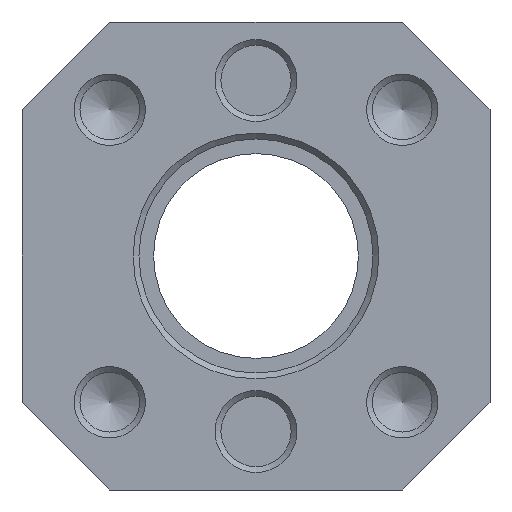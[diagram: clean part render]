
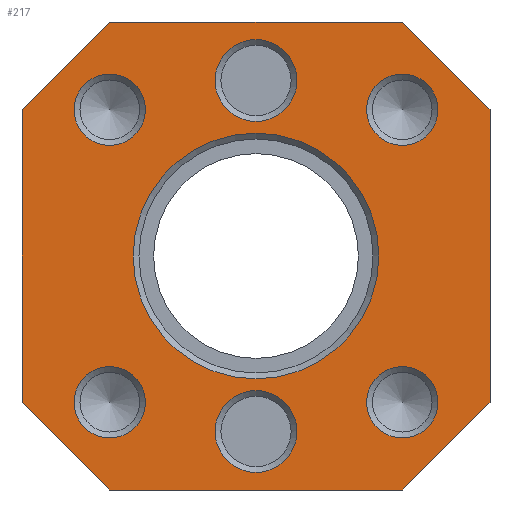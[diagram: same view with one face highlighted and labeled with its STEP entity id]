
A CAD part, front view. The second image highlights one B-rep face of the part: STEP entity #217.
In plain terms, the highlighted planar face has unit normal (0, -1, 0).
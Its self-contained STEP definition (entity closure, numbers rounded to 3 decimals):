
#217 = ADVANCED_FACE( '', ( #574, #575, #576, #577, #578, #579, #580, #581 ), #582, .T. );
#574 = FACE_BOUND( '', #1411, .T. );
#575 = FACE_BOUND( '', #1412, .T. );
#576 = FACE_BOUND( '', #1413, .T. );
#577 = FACE_BOUND( '', #1414, .T. );
#578 = FACE_BOUND( '', #1415, .T. );
#579 = FACE_BOUND( '', #1416, .T. );
#580 = FACE_BOUND( '', #1417, .T. );
#581 = FACE_OUTER_BOUND( '', #1418, .T. );
#582 = PLANE( '', #1419 );
#1411 = EDGE_LOOP( '', ( #2487 ) );
#1412 = EDGE_LOOP( '', ( #2488 ) );
#1413 = EDGE_LOOP( '', ( #2489 ) );
#1414 = EDGE_LOOP( '', ( #2490 ) );
#1415 = EDGE_LOOP( '', ( #2491 ) );
#1416 = EDGE_LOOP( '', ( #2492 ) );
#1417 = EDGE_LOOP( '', ( #2493 ) );
#1418 = EDGE_LOOP( '', ( #2494, #2495, #2496, #2497, #2498, #2499, #2500, #2501 ) );
#1419 = AXIS2_PLACEMENT_3D( '', #2502, #2503, #2504 );
#2487 = ORIENTED_EDGE( '', *, *, #3319, .T. );
#2488 = ORIENTED_EDGE( '', *, *, #3320, .T. );
#2489 = ORIENTED_EDGE( '', *, *, #3321, .T. );
#2490 = ORIENTED_EDGE( '', *, *, #3308, .T. );
#2491 = ORIENTED_EDGE( '', *, *, #3284, .T. );
#2492 = ORIENTED_EDGE( '', *, *, #3314, .T. );
#2493 = ORIENTED_EDGE( '', *, *, #3322, .T. );
#2494 = ORIENTED_EDGE( '', *, *, #3323, .T. );
#2495 = ORIENTED_EDGE( '', *, *, #3324, .T. );
#2496 = ORIENTED_EDGE( '', *, *, #3325, .T. );
#2497 = ORIENTED_EDGE( '', *, *, #3326, .T. );
#2498 = ORIENTED_EDGE( '', *, *, #3275, .T. );
#2499 = ORIENTED_EDGE( '', *, *, #3327, .T. );
#2500 = ORIENTED_EDGE( '', *, *, #3328, .T. );
#2501 = ORIENTED_EDGE( '', *, *, #3329, .T. );
#2502 = CARTESIAN_POINT( '', ( -40., -325.5, -40. ) );
#2503 = DIRECTION( '', ( 0., -1., 0. ) );
#2504 = DIRECTION( '', ( 0., 0., -1. ) );
#3275 = EDGE_CURVE( '', #3635, #3636, #3637, .T. );
#3284 = EDGE_CURVE( '', #3651, #3651, #3652, .F. );
#3308 = EDGE_CURVE( '', #3688, #3688, #3689, .F. );
#3314 = EDGE_CURVE( '', #3698, #3698, #3699, .F. );
#3319 = EDGE_CURVE( '', #3704, #3704, #3705, .F. );
#3320 = EDGE_CURVE( '', #3706, #3706, #3707, .F. );
#3321 = EDGE_CURVE( '', #3708, #3708, #3709, .F. );
#3322 = EDGE_CURVE( '', #3710, #3710, #3711, .F. );
#3323 = EDGE_CURVE( '', #3712, #3713, #3714, .T. );
#3324 = EDGE_CURVE( '', #3713, #3715, #3716, .F. );
#3325 = EDGE_CURVE( '', #3715, #3717, #3718, .T. );
#3326 = EDGE_CURVE( '', #3717, #3635, #3719, .F. );
#3327 = EDGE_CURVE( '', #3636, #3720, #3721, .F. );
#3328 = EDGE_CURVE( '', #3720, #3722, #3723, .T. );
#3329 = EDGE_CURVE( '', #3722, #3712, #3724, .F. );
#3635 = VERTEX_POINT( '', #4556 );
#3636 = VERTEX_POINT( '', #4557 );
#3637 = LINE( '', #4558, #4559 );
#3651 = VERTEX_POINT( '', #4576 );
#3652 = CIRCLE( '', #4577, 6.1 );
#3688 = VERTEX_POINT( '', #4689 );
#3689 = CIRCLE( '', #4690, 6.1 );
#3698 = VERTEX_POINT( '', #4699 );
#3699 = CIRCLE( '', #4700, 7. );
#3704 = VERTEX_POINT( '', #4705 );
#3705 = CIRCLE( '', #4706, 21. );
#3706 = VERTEX_POINT( '', #4707 );
#3707 = CIRCLE( '', #4708, 6.1 );
#3708 = VERTEX_POINT( '', #4709 );
#3709 = CIRCLE( '', #4710, 7. );
#3710 = VERTEX_POINT( '', #4711 );
#3711 = CIRCLE( '', #4712, 6.1 );
#3712 = VERTEX_POINT( '', #4713 );
#3713 = VERTEX_POINT( '', #4714 );
#3714 = LINE( '', #4715, #4716 );
#3715 = VERTEX_POINT( '', #4717 );
#3716 = LINE( '', #4718, #4719 );
#3717 = VERTEX_POINT( '', #4720 );
#3718 = LINE( '', #4721, #4722 );
#3719 = LINE( '', #4723, #4724 );
#3720 = VERTEX_POINT( '', #4725 );
#3721 = LINE( '', #4726, #4727 );
#3722 = VERTEX_POINT( '', #4728 );
#3723 = LINE( '', #4729, #4730 );
#3724 = LINE( '', #4731, #4732 );
#4556 = CARTESIAN_POINT( '', ( 40., -325.5, -25. ) );
#4557 = CARTESIAN_POINT( '', ( 40., -325.5, 25. ) );
#4558 = CARTESIAN_POINT( '', ( 40., -325.5, -40. ) );
#4559 = VECTOR( '', #6458, 1000. );
#4576 = CARTESIAN_POINT( '', ( 25., -325.5, 18.9 ) );
#4577 = AXIS2_PLACEMENT_3D( '', #6471, #6472, #6473 );
#4689 = CARTESIAN_POINT( '', ( 25., -325.5, -31.1 ) );
#4690 = AXIS2_PLACEMENT_3D( '', #6507, #6508, #6509 );
#4699 = CARTESIAN_POINT( '', ( 0., -325.5, 23. ) );
#4700 = AXIS2_PLACEMENT_3D( '', #6519, #6520, #6521 );
#4705 = CARTESIAN_POINT( '', ( 0., -325.5, -21. ) );
#4706 = AXIS2_PLACEMENT_3D( '', #6525, #6526, #6527 );
#4707 = CARTESIAN_POINT( '', ( -25., -325.5, -31.1 ) );
#4708 = AXIS2_PLACEMENT_3D( '', #6528, #6529, #6530 );
#4709 = CARTESIAN_POINT( '', ( 0., -325.5, -37. ) );
#4710 = AXIS2_PLACEMENT_3D( '', #6531, #6532, #6533 );
#4711 = CARTESIAN_POINT( '', ( -25., -325.5, 18.9 ) );
#4712 = AXIS2_PLACEMENT_3D( '', #6534, #6535, #6536 );
#4713 = CARTESIAN_POINT( '', ( -40., -325.5, 25. ) );
#4714 = CARTESIAN_POINT( '', ( -40., -325.5, -25. ) );
#4715 = CARTESIAN_POINT( '', ( -40., -325.5, 40. ) );
#4716 = VECTOR( '', #6537, 1000. );
#4717 = CARTESIAN_POINT( '', ( -25., -325.5, -40. ) );
#4718 = CARTESIAN_POINT( '', ( -32.5, -325.5, -32.5 ) );
#4719 = VECTOR( '', #6538, 1000. );
#4720 = CARTESIAN_POINT( '', ( 25., -325.5, -40. ) );
#4721 = CARTESIAN_POINT( '', ( -40., -325.5, -40. ) );
#4722 = VECTOR( '', #6539, 1000. );
#4723 = CARTESIAN_POINT( '', ( -7.5, -325.5, -72.5 ) );
#4724 = VECTOR( '', #6540, 1000. );
#4725 = CARTESIAN_POINT( '', ( 25., -325.5, 40. ) );
#4726 = CARTESIAN_POINT( '', ( 32.5, -325.5, 32.5 ) );
#4727 = VECTOR( '', #6541, 1000. );
#4728 = CARTESIAN_POINT( '', ( -25., -325.5, 40. ) );
#4729 = CARTESIAN_POINT( '', ( 40., -325.5, 40. ) );
#4730 = VECTOR( '', #6542, 1000. );
#4731 = CARTESIAN_POINT( '', ( -72.5, -325.5, -7.5 ) );
#4732 = VECTOR( '', #6543, 1000. );
#6458 = DIRECTION( '', ( 0., 0., 1. ) );
#6471 = CARTESIAN_POINT( '', ( 25., -325.5, 25. ) );
#6472 = DIRECTION( '', ( 0., -1., 0. ) );
#6473 = DIRECTION( '', ( 0., 0., -1. ) );
#6507 = CARTESIAN_POINT( '', ( 25., -325.5, -25. ) );
#6508 = DIRECTION( '', ( 0., -1., 0. ) );
#6509 = DIRECTION( '', ( 0., 0., -1. ) );
#6519 = CARTESIAN_POINT( '', ( 0., -325.5, 30. ) );
#6520 = DIRECTION( '', ( 0., -1., 0. ) );
#6521 = DIRECTION( '', ( 0., 0., -1. ) );
#6525 = CARTESIAN_POINT( '', ( 0., -325.5, 0. ) );
#6526 = DIRECTION( '', ( 0., -1., 0. ) );
#6527 = DIRECTION( '', ( 0., 0., -1. ) );
#6528 = CARTESIAN_POINT( '', ( -25., -325.5, -25. ) );
#6529 = DIRECTION( '', ( 0., -1., 0. ) );
#6530 = DIRECTION( '', ( 0., 0., -1. ) );
#6531 = CARTESIAN_POINT( '', ( 0., -325.5, -30. ) );
#6532 = DIRECTION( '', ( 0., -1., 0. ) );
#6533 = DIRECTION( '', ( 0., 0., -1. ) );
#6534 = CARTESIAN_POINT( '', ( -25., -325.5, 25. ) );
#6535 = DIRECTION( '', ( 0., -1., 0. ) );
#6536 = DIRECTION( '', ( 0., 0., -1. ) );
#6537 = DIRECTION( '', ( 0., 0., -1. ) );
#6538 = DIRECTION( '', ( -0.707, 0., 0.707 ) );
#6539 = DIRECTION( '', ( 1., 0., 0. ) );
#6540 = DIRECTION( '', ( -0.707, 0., -0.707 ) );
#6541 = DIRECTION( '', ( 0.707, 0., -0.707 ) );
#6542 = DIRECTION( '', ( -1., 0., 0. ) );
#6543 = DIRECTION( '', ( 0.707, 0., 0.707 ) );
